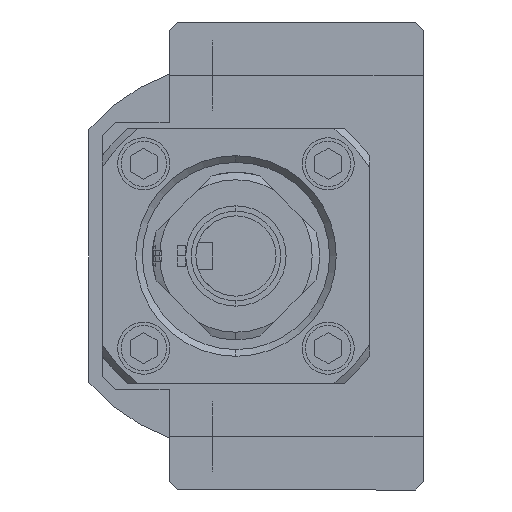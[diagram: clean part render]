
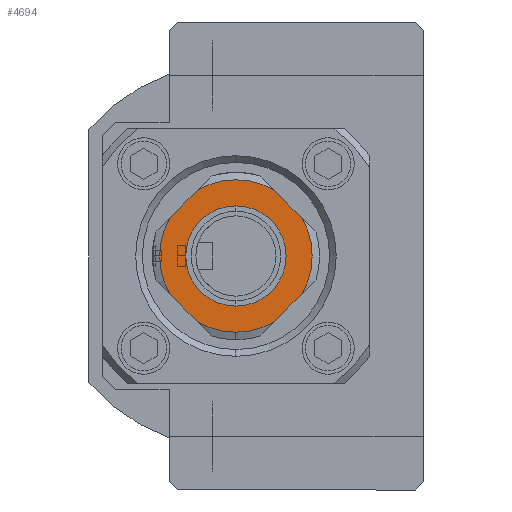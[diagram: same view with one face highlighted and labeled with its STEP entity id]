
A CAD part, left-side view. The second image highlights one B-rep face of the part: STEP entity #4694.
In plain terms, the highlighted face is planar.
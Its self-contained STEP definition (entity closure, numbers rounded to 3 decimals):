
#8 = VECTOR ( 'NONE', #5535, 1000. ) ;
#25 = EDGE_CURVE ( 'NONE', #7089, #2398, #4304, .T. ) ;
#179 = DIRECTION ( 'NONE',  ( 0.707, 0.707, 0. ) ) ;
#209 = CARTESIAN_POINT ( 'NONE',  ( 0., 0., 11. ) ) ;
#244 = CARTESIAN_POINT ( 'NONE',  ( 0., 0., 11. ) ) ;
#325 = EDGE_LOOP ( 'NONE', ( #6396, #8635, #4017, #5560, #983, #1122, #2312, #6745, #4702 ) ) ;
#439 = DIRECTION ( 'NONE',  ( -1., 0., 0. ) ) ;
#546 = AXIS2_PLACEMENT_3D ( 'NONE', #209, #2930, #6397 ) ;
#611 = DIRECTION ( 'NONE',  ( 0., -1., 0. ) ) ;
#658 = EDGE_CURVE ( 'NONE', #1204, #8675, #6037, .T. ) ;
#874 = DIRECTION ( 'NONE',  ( -1., 0., 0. ) ) ;
#918 = EDGE_CURVE ( 'NONE', #1156, #2607, #3484, .T. ) ;
#983 = ORIENTED_EDGE ( 'NONE', *, *, #1612, .T. ) ;
#1110 = LINE ( 'NONE', #8843, #3493 ) ;
#1122 = ORIENTED_EDGE ( 'NONE', *, *, #1858, .F. ) ;
#1146 = DIRECTION ( 'NONE',  ( -1., 0., 0. ) ) ;
#1156 = VERTEX_POINT ( 'NONE', #6649 ) ;
#1204 = VERTEX_POINT ( 'NONE', #7871 ) ;
#1266 = PLANE ( 'NONE',  #5244 ) ;
#1397 = CARTESIAN_POINT ( 'NONE',  ( -5.662, 9.895, 11. ) ) ;
#1482 = AXIS2_PLACEMENT_3D ( 'NONE', #3392, #2705, #4155 ) ;
#1557 = CARTESIAN_POINT ( 'NONE',  ( -7.5, 0., 11. ) ) ;
#1601 = LINE ( 'NONE', #2998, #1880 ) ;
#1612 = EDGE_CURVE ( 'NONE', #7597, #2711, #1110, .T. ) ;
#1649 = CARTESIAN_POINT ( 'NONE',  ( -9.895, -5.662, 11. ) ) ;
#1858 = EDGE_CURVE ( 'NONE', #1204, #2711, #4486, .T. ) ;
#1880 = VECTOR ( 'NONE', #2330, 1000. ) ;
#2025 = CARTESIAN_POINT ( 'NONE',  ( 9.895, -5.662, 11. ) ) ;
#2240 = CARTESIAN_POINT ( 'NONE',  ( -9.895, 5.662, 11. ) ) ;
#2312 = ORIENTED_EDGE ( 'NONE', *, *, #658, .T. ) ;
#2330 = DIRECTION ( 'NONE',  ( -0.707, -0.707, 0. ) ) ;
#2398 = VERTEX_POINT ( 'NONE', #7482 ) ;
#2410 = EDGE_CURVE ( 'NONE', #8053, #8675, #8861, .T. ) ;
#2489 = CARTESIAN_POINT ( 'NONE',  ( 9.895, 5.662, 11. ) ) ;
#2563 = CARTESIAN_POINT ( 'NONE',  ( 0., 0., 11. ) ) ;
#2607 = VERTEX_POINT ( 'NONE', #2240 ) ;
#2705 = DIRECTION ( 'NONE',  ( 0., 0., -1. ) ) ;
#2711 = VERTEX_POINT ( 'NONE', #6618 ) ;
#2907 = ORIENTED_EDGE ( 'NONE', *, *, #5615, .T. ) ;
#2930 = DIRECTION ( 'NONE',  ( 0., 0., -1. ) ) ;
#2998 = CARTESIAN_POINT ( 'NONE',  ( 0., 15.556, 11. ) ) ;
#3055 = DIRECTION ( 'NONE',  ( 0., 0., -1. ) ) ;
#3267 = ORIENTED_EDGE ( 'NONE', *, *, #25, .T. ) ;
#3392 = CARTESIAN_POINT ( 'NONE',  ( 0., 0., 11. ) ) ;
#3434 = DIRECTION ( 'NONE',  ( -1., 0., 0. ) ) ;
#3484 = CIRCLE ( 'NONE', #7812, 11.4 ) ;
#3493 = VECTOR ( 'NONE', #8032, 1000. ) ;
#3737 = DIRECTION ( 'NONE',  ( -1., 0., 0. ) ) ;
#3993 = CARTESIAN_POINT ( 'NONE',  ( 0., 0., 11. ) ) ;
#4017 = ORIENTED_EDGE ( 'NONE', *, *, #918, .F. ) ;
#4055 = CARTESIAN_POINT ( 'NONE',  ( 0., 0., 11. ) ) ;
#4155 = DIRECTION ( 'NONE',  ( -1., 0., 0. ) ) ;
#4304 = CIRCLE ( 'NONE', #546, 7.5 ) ;
#4486 = CIRCLE ( 'NONE', #5658, 11.4 ) ;
#4657 = DIRECTION ( 'NONE',  ( 0., 0., -1. ) ) ;
#4679 = VERTEX_POINT ( 'NONE', #1397 ) ;
#4694 = ADVANCED_FACE ( 'NONE', ( #5470, #4730 ), #1266, .F. ) ;
#4702 = ORIENTED_EDGE ( 'NONE', *, *, #7364, .T. ) ;
#4730 = FACE_BOUND ( 'NONE', #6255, .T. ) ;
#5042 = DIRECTION ( 'NONE',  ( 0., 0., -1. ) ) ;
#5244 = AXIS2_PLACEMENT_3D ( 'NONE', #4055, #6823, #611 ) ;
#5470 = FACE_OUTER_BOUND ( 'NONE', #325, .T. ) ;
#5492 = CARTESIAN_POINT ( 'NONE',  ( 5.662, 9.895, 11. ) ) ;
#5519 = CARTESIAN_POINT ( 'NONE',  ( 0., 0., 11. ) ) ;
#5535 = DIRECTION ( 'NONE',  ( -0.707, 0.707, 0. ) ) ;
#5537 = CIRCLE ( 'NONE', #8568, 11.4 ) ;
#5560 = ORIENTED_EDGE ( 'NONE', *, *, #7275, .F. ) ;
#5615 = EDGE_CURVE ( 'NONE', #2398, #7089, #7878, .T. ) ;
#5658 = AXIS2_PLACEMENT_3D ( 'NONE', #244, #3055, #3737 ) ;
#5747 = DIRECTION ( 'NONE',  ( 0., 0., -1. ) ) ;
#5897 = VECTOR ( 'NONE', #179, 1000. ) ;
#5936 = LINE ( 'NONE', #8948, #8 ) ;
#6037 = LINE ( 'NONE', #8796, #5897 ) ;
#6255 = EDGE_LOOP ( 'NONE', ( #2907, #3267 ) ) ;
#6396 = ORIENTED_EDGE ( 'NONE', *, *, #7815, .F. ) ;
#6397 = DIRECTION ( 'NONE',  ( -1., 0., 0. ) ) ;
#6401 = AXIS2_PLACEMENT_3D ( 'NONE', #3993, #4657, #1146 ) ;
#6618 = CARTESIAN_POINT ( 'NONE',  ( -5.662, -9.895, 11. ) ) ;
#6649 = CARTESIAN_POINT ( 'NONE',  ( -11.4, 0., 11. ) ) ;
#6666 = DIRECTION ( 'NONE',  ( 0., 0., -1. ) ) ;
#6684 = CIRCLE ( 'NONE', #7102, 11.4 ) ;
#6745 = ORIENTED_EDGE ( 'NONE', *, *, #2410, .F. ) ;
#6823 = DIRECTION ( 'NONE',  ( 0., 0., -1. ) ) ;
#7089 = VERTEX_POINT ( 'NONE', #1557 ) ;
#7102 = AXIS2_PLACEMENT_3D ( 'NONE', #5519, #5042, #3434 ) ;
#7275 = EDGE_CURVE ( 'NONE', #7597, #1156, #5537, .T. ) ;
#7364 = EDGE_CURVE ( 'NONE', #8053, #7494, #5936, .T. ) ;
#7482 = CARTESIAN_POINT ( 'NONE',  ( 7.5, 0., 11. ) ) ;
#7494 = VERTEX_POINT ( 'NONE', #5492 ) ;
#7597 = VERTEX_POINT ( 'NONE', #1649 ) ;
#7626 = EDGE_CURVE ( 'NONE', #4679, #2607, #1601, .T. ) ;
#7746 = CARTESIAN_POINT ( 'NONE',  ( 0., 0., 11. ) ) ;
#7812 = AXIS2_PLACEMENT_3D ( 'NONE', #7746, #5747, #874 ) ;
#7815 = EDGE_CURVE ( 'NONE', #4679, #7494, #6684, .T. ) ;
#7871 = CARTESIAN_POINT ( 'NONE',  ( 5.662, -9.895, 11. ) ) ;
#7878 = CIRCLE ( 'NONE', #1482, 7.5 ) ;
#8032 = DIRECTION ( 'NONE',  ( 0.707, -0.707, 0. ) ) ;
#8053 = VERTEX_POINT ( 'NONE', #2489 ) ;
#8568 = AXIS2_PLACEMENT_3D ( 'NONE', #2563, #6666, #439 ) ;
#8635 = ORIENTED_EDGE ( 'NONE', *, *, #7626, .T. ) ;
#8675 = VERTEX_POINT ( 'NONE', #2025 ) ;
#8796 = CARTESIAN_POINT ( 'NONE',  ( 0., -15.556, 11. ) ) ;
#8843 = CARTESIAN_POINT ( 'NONE',  ( -15.556, 0., 11. ) ) ;
#8861 = CIRCLE ( 'NONE', #6401, 11.4 ) ;
#8948 = CARTESIAN_POINT ( 'NONE',  ( 15.556, 0., 11. ) ) ;
